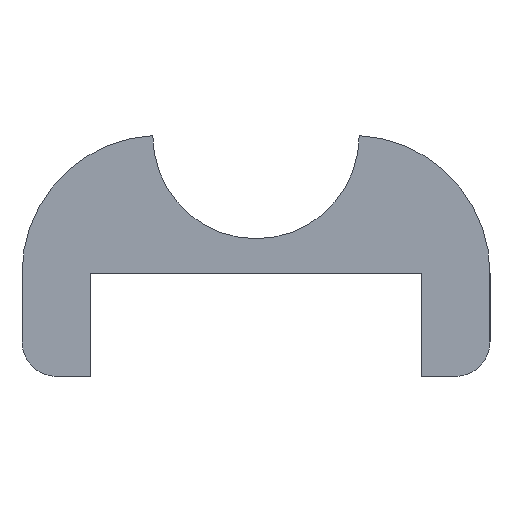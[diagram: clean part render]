
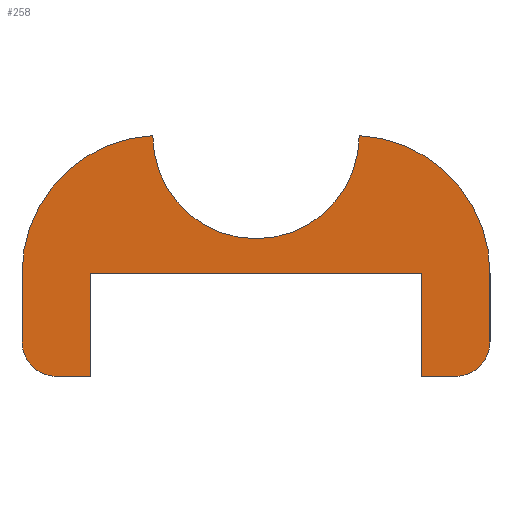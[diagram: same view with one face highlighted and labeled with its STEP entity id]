
A CAD part, left-side view. The second image highlights one B-rep face of the part: STEP entity #258.
In plain terms, the highlighted planar face has unit normal (-1, 0, 0).
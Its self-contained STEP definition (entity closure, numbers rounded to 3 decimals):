
#27=FACE_OUTER_BOUND('',#41,.T.);
#41=EDGE_LOOP('',(#206,#207,#208,#209,#210,#211,#212,#213,#214,#215,#216,
#217));
#56=LINE('',#409,#82);
#59=LINE('',#414,#85);
#61=LINE('',#418,#87);
#63=LINE('',#422,#89);
#64=LINE('',#425,#90);
#67=LINE('',#435,#93);
#68=LINE('',#442,#94);
#82=VECTOR('',#327,10.);
#85=VECTOR('',#332,10.);
#87=VECTOR('',#336,10.);
#89=VECTOR('',#340,10.);
#90=VECTOR('',#343,10.);
#93=VECTOR('',#354,10.);
#94=VECTOR('',#361,10.);
#105=CIRCLE('',#291,0.5);
#106=CIRCLE('',#293,0.5);
#107=CIRCLE('',#294,2.);
#108=CIRCLE('',#295,1.5);
#109=CIRCLE('',#296,2.);
#122=VERTEX_POINT('',#406);
#123=VERTEX_POINT('',#408);
#124=VERTEX_POINT('',#412);
#125=VERTEX_POINT('',#416);
#126=VERTEX_POINT('',#420);
#127=VERTEX_POINT('',#424);
#128=VERTEX_POINT('',#428);
#129=VERTEX_POINT('',#432);
#130=VERTEX_POINT('',#434);
#131=VERTEX_POINT('',#436);
#132=VERTEX_POINT('',#438);
#133=VERTEX_POINT('',#440);
#147=EDGE_CURVE('',#122,#123,#56,.T.);
#150=EDGE_CURVE('',#124,#122,#59,.T.);
#152=EDGE_CURVE('',#125,#124,#61,.T.);
#154=EDGE_CURVE('',#126,#125,#63,.T.);
#155=EDGE_CURVE('',#123,#127,#64,.T.);
#157=EDGE_CURVE('',#127,#128,#105,.T.);
#159=EDGE_CURVE('',#129,#126,#106,.T.);
#160=EDGE_CURVE('',#130,#129,#67,.T.);
#161=EDGE_CURVE('',#131,#130,#107,.T.);
#162=EDGE_CURVE('',#132,#131,#108,.T.);
#163=EDGE_CURVE('',#133,#132,#109,.T.);
#164=EDGE_CURVE('',#128,#133,#68,.T.);
#206=ORIENTED_EDGE('',*,*,#152,.F.);
#207=ORIENTED_EDGE('',*,*,#154,.F.);
#208=ORIENTED_EDGE('',*,*,#159,.F.);
#209=ORIENTED_EDGE('',*,*,#160,.F.);
#210=ORIENTED_EDGE('',*,*,#161,.F.);
#211=ORIENTED_EDGE('',*,*,#162,.F.);
#212=ORIENTED_EDGE('',*,*,#163,.F.);
#213=ORIENTED_EDGE('',*,*,#164,.F.);
#214=ORIENTED_EDGE('',*,*,#157,.F.);
#215=ORIENTED_EDGE('',*,*,#155,.F.);
#216=ORIENTED_EDGE('',*,*,#147,.F.);
#217=ORIENTED_EDGE('',*,*,#150,.F.);
#248=PLANE('',#292);
#258=ADVANCED_FACE('',(#27),#248,.T.);
#291=AXIS2_PLACEMENT_3D('',#429,#347,#348);
#292=AXIS2_PLACEMENT_3D('',#431,#350,#351);
#293=AXIS2_PLACEMENT_3D('',#433,#352,#353);
#294=AXIS2_PLACEMENT_3D('',#437,#355,#356);
#295=AXIS2_PLACEMENT_3D('',#439,#357,#358);
#296=AXIS2_PLACEMENT_3D('',#441,#359,#360);
#327=DIRECTION('',(0.,0.,-1.));
#332=DIRECTION('',(0.,1.,0.));
#336=DIRECTION('',(0.,0.,1.));
#340=DIRECTION('',(0.,1.,0.));
#343=DIRECTION('',(0.,1.,0.));
#347=DIRECTION('center_axis',(1.,0.,0.));
#348=DIRECTION('ref_axis',(0.,1.,0.));
#350=DIRECTION('center_axis',(-1.,0.,0.));
#351=DIRECTION('ref_axis',(0.,-1.,0.));
#352=DIRECTION('center_axis',(1.,0.,0.));
#353=DIRECTION('ref_axis',(0.,0.,-1.));
#354=DIRECTION('',(0.,0.,-1.));
#355=DIRECTION('center_axis',(1.,0.,0.));
#356=DIRECTION('ref_axis',(0.,-1.,0.));
#357=DIRECTION('center_axis',(-1.,0.,0.));
#358=DIRECTION('ref_axis',(0.,-1.,0.));
#359=DIRECTION('center_axis',(1.,0.,0.));
#360=DIRECTION('ref_axis',(0.,0.,1.));
#361=DIRECTION('',(0.,0.,1.));
#406=CARTESIAN_POINT('',(9.,-69.6,304.4));
#408=CARTESIAN_POINT('',(9.,-69.6,302.9));
#409=CARTESIAN_POINT('',(9.,-69.6,304.524));
#412=CARTESIAN_POINT('',(9.,-74.4,304.4));
#414=CARTESIAN_POINT('',(9.,-73.2,304.4));
#416=CARTESIAN_POINT('',(9.,-74.4,302.9));
#418=CARTESIAN_POINT('',(9.,-74.4,303.774));
#420=CARTESIAN_POINT('',(9.,-74.9,302.9));
#422=CARTESIAN_POINT('',(9.,-73.45,302.9));
#424=CARTESIAN_POINT('',(9.,-69.1,302.9));
#425=CARTESIAN_POINT('',(9.,-70.8,302.9));
#428=CARTESIAN_POINT('',(9.,-68.6,303.4));
#429=CARTESIAN_POINT('Origin',(9.,-69.1,303.4));
#431=CARTESIAN_POINT('Origin',(9.,-72.,304.649));
#432=CARTESIAN_POINT('',(9.,-75.4,303.4));
#433=CARTESIAN_POINT('Origin',(9.,-74.9,303.4));
#434=CARTESIAN_POINT('',(9.,-75.4,304.4));
#435=CARTESIAN_POINT('',(9.,-75.4,304.524));
#436=CARTESIAN_POINT('',(9.,-73.5,306.398));
#437=CARTESIAN_POINT('Origin',(9.,-73.4,304.4));
#438=CARTESIAN_POINT('',(9.,-70.5,306.398));
#439=CARTESIAN_POINT('Origin',(9.,-72.,306.4));
#440=CARTESIAN_POINT('',(9.,-68.6,304.4));
#441=CARTESIAN_POINT('Origin',(9.,-70.6,304.4));
#442=CARTESIAN_POINT('',(9.,-68.6,304.024));
